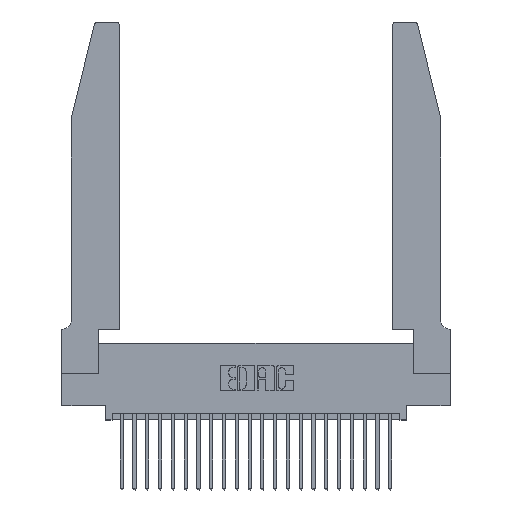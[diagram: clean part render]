
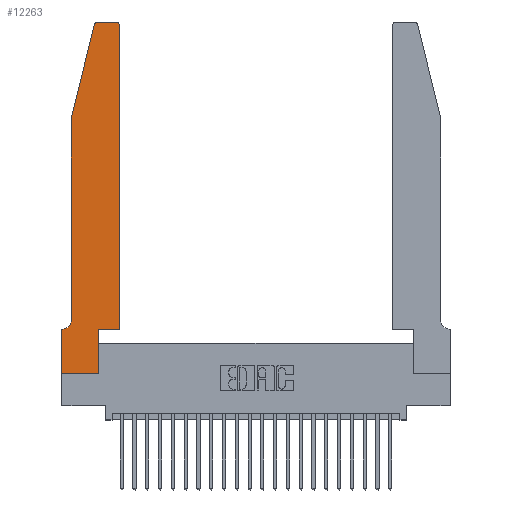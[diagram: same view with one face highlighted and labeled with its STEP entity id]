
A CAD part, top view. The second image highlights one B-rep face of the part: STEP entity #12263.
In plain terms, the highlighted planar face has unit normal (0, 0, 1).
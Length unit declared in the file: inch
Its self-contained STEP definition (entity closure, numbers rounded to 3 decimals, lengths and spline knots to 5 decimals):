
#105 = VERTEX_POINT ( 'NONE', #5611 ) ;
#588 = CARTESIAN_POINT ( 'NONE',  ( 0.4505, 0.35, 0.37 ) ) ;
#1063 = DIRECTION ( 'NONE',  ( 0., -1., 0. ) ) ;
#1068 = CARTESIAN_POINT ( 'NONE',  ( 0., 0., 0.37 ) ) ;
#1797 = ORIENTED_EDGE ( 'NONE', *, *, #8125, .T. ) ;
#2134 = LINE ( 'NONE', #14063, #21359 ) ;
#2344 = VERTEX_POINT ( 'NONE', #22997 ) ;
#3204 = CARTESIAN_POINT ( 'NONE',  ( 0.4505, 0.35, 0.37 ) ) ;
#3505 = CARTESIAN_POINT ( 'NONE',  ( 0.0055, 0.35, 0.37 ) ) ;
#3595 = DIRECTION ( 'NONE',  ( 0., 0., -1. ) ) ;
#3686 = CARTESIAN_POINT ( 'NONE',  ( 0.2605, 2.75, 0.37 ) ) ;
#4451 = EDGE_CURVE ( 'NONE', #15773, #5250, #4707, .T. ) ;
#4594 = VECTOR ( 'NONE', #18579, 39.37008 ) ;
#4674 = CIRCLE ( 'NONE', #14384, 0.03 ) ;
#4707 = LINE ( 'NONE', #5193, #21534 ) ;
#4895 = AXIS2_PLACEMENT_3D ( 'NONE', #17104, #3595, #7704 ) ;
#5011 = VERTEX_POINT ( 'NONE', #5029 ) ;
#5029 = CARTESIAN_POINT ( 'NONE',  ( 0.4205, 2.75, 0.37 ) ) ;
#5193 = CARTESIAN_POINT ( 'NONE',  ( 0.0755, 0.35, 0.37 ) ) ;
#5250 = VERTEX_POINT ( 'NONE', #18107 ) ;
#5611 = CARTESIAN_POINT ( 'NONE',  ( 0.0755, 2., 0.37 ) ) ;
#5766 = VERTEX_POINT ( 'NONE', #1068 ) ;
#5862 = ORIENTED_EDGE ( 'NONE', *, *, #4451, .T. ) ;
#5895 = LINE ( 'NONE', #18141, #17319 ) ;
#5966 = ORIENTED_EDGE ( 'NONE', *, *, #16125, .T. ) ;
#6554 = DIRECTION ( 'NONE',  ( 1., 0., 0. ) ) ;
#7704 = DIRECTION ( 'NONE',  ( -1., 0., 0. ) ) ;
#8125 = EDGE_CURVE ( 'NONE', #5011, #23656, #22354, .T. ) ;
#8794 = ORIENTED_EDGE ( 'NONE', *, *, #22292, .T. ) ;
#8798 = LINE ( 'NONE', #14024, #18762 ) ;
#8810 = VECTOR ( 'NONE', #14862, 39.37008 ) ;
#9157 = CARTESIAN_POINT ( 'NONE',  ( 0.4505, 2.72, 0.37 ) ) ;
#9199 = PLANE ( 'NONE',  #12754 ) ;
#9959 = VECTOR ( 'NONE', #1063, 39.37008 ) ;
#10267 = VERTEX_POINT ( 'NONE', #10414 ) ;
#10317 = ORIENTED_EDGE ( 'NONE', *, *, #17956, .T. ) ;
#10350 = ORIENTED_EDGE ( 'NONE', *, *, #12073, .T. ) ;
#10353 = FACE_OUTER_BOUND ( 'NONE', #13604, .T. ) ;
#10412 = CARTESIAN_POINT ( 'NONE',  ( 0., 0., 0.37 ) ) ;
#10414 = CARTESIAN_POINT ( 'NONE',  ( 0.2865, 0., 0.37 ) ) ;
#10462 = DIRECTION ( 'NONE',  ( 0., 0., 1. ) ) ;
#11454 = CARTESIAN_POINT ( 'NONE',  ( 0.284, 2.75, 0.37 ) ) ;
#11624 = CIRCLE ( 'NONE', #4895, 0.07 ) ;
#11973 = ORIENTED_EDGE ( 'NONE', *, *, #21308, .T. ) ;
#12068 = LINE ( 'NONE', #10412, #9959 ) ;
#12073 = EDGE_CURVE ( 'NONE', #5766, #10267, #5895, .T. ) ;
#12263 = ADVANCED_FACE ( 'NONE', ( #10353 ), #9199, .T. ) ;
#12372 = DIRECTION ( 'NONE',  ( -0.239, -0.971, 0. ) ) ;
#12750 = ORIENTED_EDGE ( 'NONE', *, *, #19187, .T. ) ;
#12754 = AXIS2_PLACEMENT_3D ( 'NONE', #22427, #12998, #22520 ) ;
#12890 = VERTEX_POINT ( 'NONE', #21924 ) ;
#12998 = DIRECTION ( 'NONE',  ( 0., 0., 1. ) ) ;
#13033 = CIRCLE ( 'NONE', #22221, 0.03 ) ;
#13604 = EDGE_LOOP ( 'NONE', ( #1797, #11973, #12750, #10317, #14065, #5862, #18325, #10350, #5966, #23382, #8794, #18396 ) ) ;
#14024 = CARTESIAN_POINT ( 'NONE',  ( 0.4505, 0.35, 0.37 ) ) ;
#14053 = DIRECTION ( 'NONE',  ( 0., 1., 0. ) ) ;
#14063 = CARTESIAN_POINT ( 'NONE',  ( 0.0755, 2., 0.37 ) ) ;
#14065 = ORIENTED_EDGE ( 'NONE', *, *, #24316, .T. ) ;
#14384 = AXIS2_PLACEMENT_3D ( 'NONE', #24690, #20744, #22850 ) ;
#14862 = DIRECTION ( 'NONE',  ( 0., 1., 0. ) ) ;
#15578 = CARTESIAN_POINT ( 'NONE',  ( 0.2865, 0.35, 0.37 ) ) ;
#15773 = VERTEX_POINT ( 'NONE', #3505 ) ;
#16042 = LINE ( 'NONE', #3204, #8810 ) ;
#16125 = EDGE_CURVE ( 'NONE', #10267, #23232, #20920, .T. ) ;
#17104 = CARTESIAN_POINT ( 'NONE',  ( 0.0055, 0.42, 0.37 ) ) ;
#17230 = VECTOR ( 'NONE', #19156, 39.37008 ) ;
#17319 = VECTOR ( 'NONE', #6554, 39.37008 ) ;
#17625 = EDGE_CURVE ( 'NONE', #23232, #21395, #8798, .T. ) ;
#17956 = EDGE_CURVE ( 'NONE', #105, #2344, #24112, .T. ) ;
#18075 = CARTESIAN_POINT ( 'NONE',  ( 0.284, 2.72, 0.37 ) ) ;
#18107 = CARTESIAN_POINT ( 'NONE',  ( 0., 0.35, 0.37 ) ) ;
#18141 = CARTESIAN_POINT ( 'NONE',  ( 0., 0., 0.37 ) ) ;
#18325 = ORIENTED_EDGE ( 'NONE', *, *, #20636, .T. ) ;
#18396 = ORIENTED_EDGE ( 'NONE', *, *, #23715, .T. ) ;
#18579 = DIRECTION ( 'NONE',  ( 0., -1., 0. ) ) ;
#18762 = VECTOR ( 'NONE', #19769, 39.37008 ) ;
#19156 = DIRECTION ( 'NONE',  ( -1., 0., 0. ) ) ;
#19187 = EDGE_CURVE ( 'NONE', #12890, #105, #2134, .T. ) ;
#19524 = VERTEX_POINT ( 'NONE', #9157 ) ;
#19769 = DIRECTION ( 'NONE',  ( 1., 0., 0. ) ) ;
#20636 = EDGE_CURVE ( 'NONE', #5250, #5766, #12068, .T. ) ;
#20744 = DIRECTION ( 'NONE',  ( 0., 0., 1. ) ) ;
#20920 = LINE ( 'NONE', #21694, #22985 ) ;
#21308 = EDGE_CURVE ( 'NONE', #23656, #12890, #13033, .T. ) ;
#21359 = VECTOR ( 'NONE', #12372, 39.37008 ) ;
#21395 = VERTEX_POINT ( 'NONE', #588 ) ;
#21534 = VECTOR ( 'NONE', #22508, 39.37008 ) ;
#21694 = CARTESIAN_POINT ( 'NONE',  ( 0.2865, 0.35, 0.37 ) ) ;
#21924 = CARTESIAN_POINT ( 'NONE',  ( 0.25487, 2.72718, 0.37 ) ) ;
#22221 = AXIS2_PLACEMENT_3D ( 'NONE', #18075, #10462, #23940 ) ;
#22265 = CARTESIAN_POINT ( 'NONE',  ( 0.0755, 2., 0.37 ) ) ;
#22292 = EDGE_CURVE ( 'NONE', #21395, #19524, #16042, .T. ) ;
#22354 = LINE ( 'NONE', #3686, #17230 ) ;
#22427 = CARTESIAN_POINT ( 'NONE',  ( 0., 0.35, 0.37 ) ) ;
#22508 = DIRECTION ( 'NONE',  ( -1., 0., 0. ) ) ;
#22520 = DIRECTION ( 'NONE',  ( 1., 0., 0. ) ) ;
#22850 = DIRECTION ( 'NONE',  ( 1., 0., 0. ) ) ;
#22985 = VECTOR ( 'NONE', #14053, 39.37008 ) ;
#22997 = CARTESIAN_POINT ( 'NONE',  ( 0.0755, 0.42, 0.37 ) ) ;
#23232 = VERTEX_POINT ( 'NONE', #15578 ) ;
#23382 = ORIENTED_EDGE ( 'NONE', *, *, #17625, .T. ) ;
#23656 = VERTEX_POINT ( 'NONE', #11454 ) ;
#23715 = EDGE_CURVE ( 'NONE', #19524, #5011, #4674, .T. ) ;
#23940 = DIRECTION ( 'NONE',  ( 1., 0., 0. ) ) ;
#24112 = LINE ( 'NONE', #22265, #4594 ) ;
#24316 = EDGE_CURVE ( 'NONE', #2344, #15773, #11624, .T. ) ;
#24690 = CARTESIAN_POINT ( 'NONE',  ( 0.4205, 2.72, 0.37 ) ) ;
